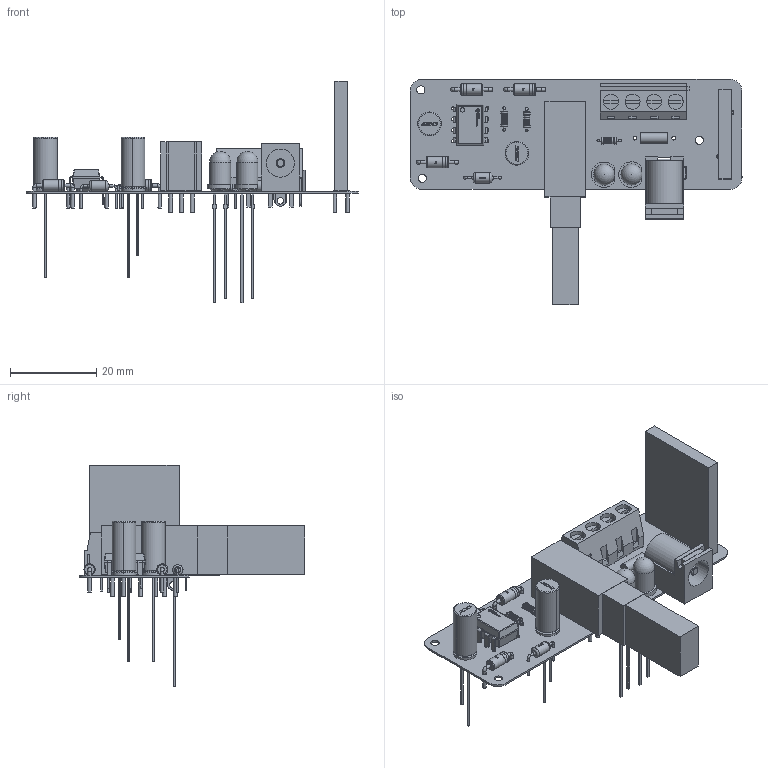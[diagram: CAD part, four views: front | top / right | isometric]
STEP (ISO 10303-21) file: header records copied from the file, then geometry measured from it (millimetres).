
FILE_DESCRIPTION(('Open CASCADE Model'),'2;1');
FILE_NAME('Open CASCADE Shape Model','2024-09-23T16:56:03',('Author'),( 'Open CASCADE'),'Open CASCADE STEP processor 7.5','Open CASCADE 7.5' ,'Unknown');
FILE_SCHEMA(('AUTOMOTIVE_DESIGN { 1 0 10303 214 1 1 1 1 }'));
Length unit declared in the file: millimetre
Products named in the file (65): Open CASCADE STEP translator 7.5 1; Open CASCADE STEP translator 7.5 2; Open CASCADE STEP translator 7.5 3; Open CASCADE STEP translator 7.5 4; Open CASCADE STEP translator 7.5 5; Open CASCADE STEP translator 7.5 6; Open CASCADE STEP translator 7.5 7; Open CASCADE STEP translator 7.5 8; Open CASCADE STEP translator 7.5 9; Open CASCADE STEP translator 7.5 10; Open CASCADE STEP translator 7.5 11; Open CASCADE STEP translator 7.5 12; Open CASCADE STEP translator 7.5 13; Open CASCADE STEP translator 7.5 14; Open CASCADE STEP translator 7.5 15; Open CASCADE STEP translator 7.5 16; Open CASCADE STEP translator 7.5 17; Open CASCADE STEP translator 7.5 18; Open CASCADE STEP translator 7.5 19; Open CASCADE STEP translator 7.5 20; Open CASCADE STEP translator 7.5 21; Open CASCADE STEP translator 7.5 22; Open CASCADE STEP translator 7.5 23; Open CASCADE STEP translator 7.5 24; Open CASCADE STEP translator 7.5 25; Open CASCADE STEP translator 7.5 26; Open CASCADE STEP translator 7.5 27; Open CASCADE STEP translator 7.5 28; Open CASCADE STEP translator 7.5 29; Open CASCADE STEP translator 7.5 30; Open CASCADE STEP translator 7.5 31; Open CASCADE STEP translator 7.5 32; Open CASCADE STEP translator 7.5 33; Open CASCADE STEP translator 7.5 34; Open CASCADE STEP translator 7.5 35; Open CASCADE STEP translator 7.5 36; Open CASCADE STEP translator 7.5 37; Open CASCADE STEP translator 7.5 38; Open CASCADE STEP translator 7.5 39; Open CASCADE STEP translator 7.5 40 ...
Bounding box: 77 x 52.36 x 51.4 mm (x, y, z)
Volume: 10603 mm3; surface area: 13482.6 mm2
Topology: 235 solids, 235 shells, 1987 faces, 4405 edges, 2918 vertices
Faces by surface type: plane 1184, bspline 364, cylinder 359, torus 58, sphere 14, cone 8
Full cylindrical faces by diameter (mm): 0.5 x12, 0.51 x4, 0.65 x6, 0.7 x6, 0.75 x8, 0.77 x18, 0.81 x2, 0.85 x2, 0.9 x100, 1 x10, 1.01 x2, 1.1 x14, 1.4 x36, 1.6 x6, 1.904 x3, 2.4 x1, 2.41 x1, 2.6 x9, 4.9 x2
Entity records: 66650 total; most frequent: CARTESIAN_POINT 18285, ORIENTED_EDGE 8806, DIRECTION 7770, EDGE_CURVE 4403, VERTEX_POINT 2918, LINE 2662, VECTOR 2662, AXIS2_PLACEMENT_3D 2554
